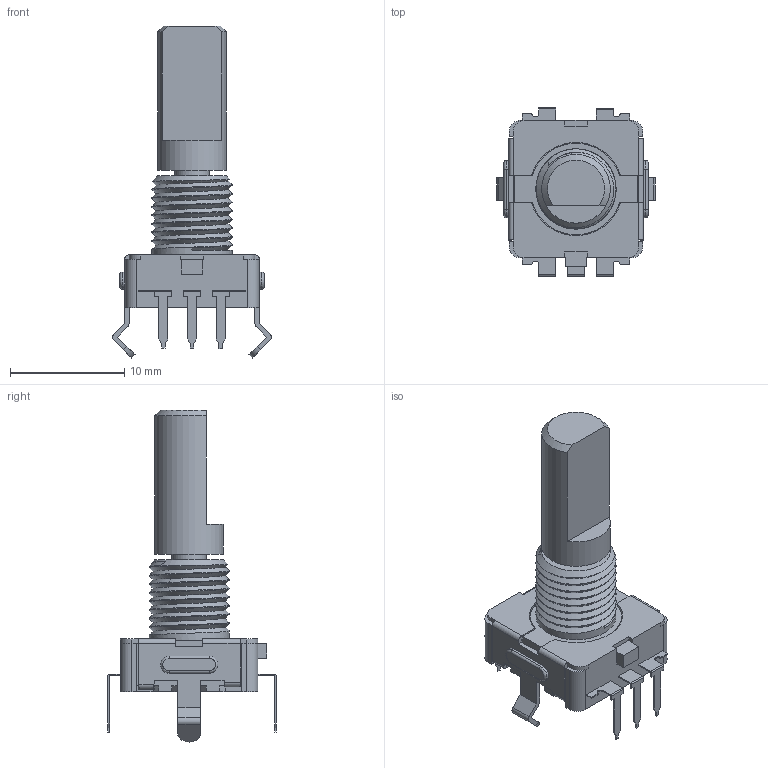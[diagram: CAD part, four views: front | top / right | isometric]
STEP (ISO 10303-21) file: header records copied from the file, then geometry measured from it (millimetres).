
FILE_DESCRIPTION((' '),'2;1');
FILE_NAME( 'SW-PEC11L-4220F-S0015.stp', '2022-09-04T13:27:35', (' '), ('--- Datakit www.datakit.com---'), ' Datakit CrossCadWare V2022.3 Jun 15 2022', 'DATAKIT 2022 (c)', ' ');
FILE_SCHEMA(('AP242_MANAGED_MODEL_BASED_3D_ENGINEERING_MIM_LF { 1 0 10303 442 1 1 4 }'));
Length unit declared in the file: millimetre
Products named in the file (1): SW-PEC11L-4220F-S0015
Bounding box: 13.84 x 14.7 x 29.01 mm (x, y, z)
Volume: 888.7 mm3; surface area: 1752.1 mm2
Topology: 5 solids, 18 shells, 513 faces, 1337 edges, 872 vertices
Faces by surface type: plane 346, cylinder 126, cone 23, bspline 14, revolution 4
Full cylindrical faces by diameter (mm): 0.8 x12, 1 x8, 2.5 x1, 3 x3, 5.2 x1, 5.7 x1, 6 x1, 7 x8
Entity records: 17840 total; most frequent: CARTESIAN_POINT 5466, ORIENTED_EDGE 2504, DIRECTION 2474, EDGE_CURVE 1252, VECTOR 928, LINE 928, VERTEX_POINT 849, AXIS2_PLACEMENT_3D 771
